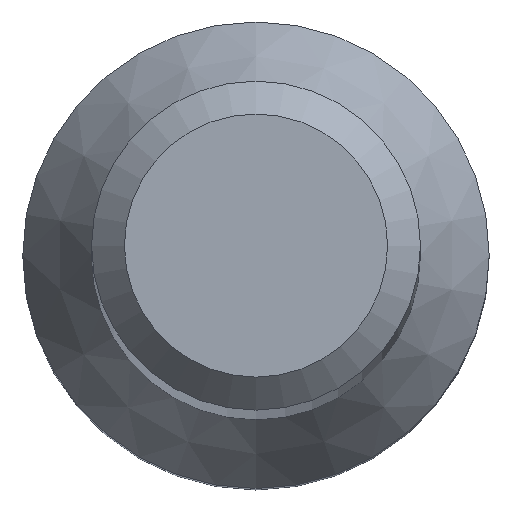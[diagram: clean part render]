
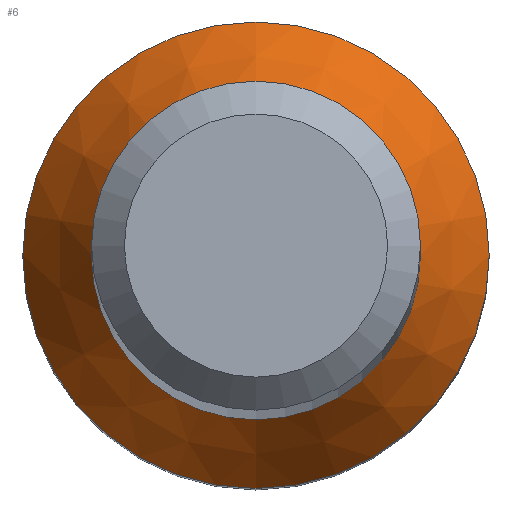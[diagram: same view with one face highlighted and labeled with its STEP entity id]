
A CAD part, top view. The second image highlights one B-rep face of the part: STEP entity #6.
In plain terms, the highlighted conical face has half-angle 30 degrees and reference radius 4.255 mm.
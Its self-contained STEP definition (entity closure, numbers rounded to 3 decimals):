
#6 = ADVANCED_FACE ( 'NONE', ( #90, #178 ), #171, .T. ) ;
#22 = ORIENTED_EDGE ( 'NONE', *, *, #175, .T. ) ;
#40 = CARTESIAN_POINT ( 'NONE',  ( 0., 0., 18.174 ) ) ;
#45 = CIRCLE ( 'NONE', #109, 4.255 ) ;
#63 = EDGE_CURVE ( 'NONE', #207, #207, #45, .T. ) ;
#81 = AXIS2_PLACEMENT_3D ( 'NONE', #40, #120, #198 ) ;
#90 = FACE_BOUND ( 'NONE', #210, .T. ) ;
#93 = VERTEX_POINT ( 'NONE', #191 ) ;
#109 = AXIS2_PLACEMENT_3D ( 'NONE', #233, #111, #173 ) ;
#111 = DIRECTION ( 'NONE',  ( 0., 0., -1. ) ) ;
#120 = DIRECTION ( 'NONE',  ( 0., 0., -1. ) ) ;
#128 = EDGE_LOOP ( 'NONE', ( #226 ) ) ;
#138 = DIRECTION ( 'NONE',  ( 0., 0., -1. ) ) ;
#140 = CARTESIAN_POINT ( 'NONE',  ( 0., 4.255, 16. ) ) ;
#166 = AXIS2_PLACEMENT_3D ( 'NONE', #189, #138, #214 ) ;
#171 = CONICAL_SURFACE ( 'NONE', #166, 4.255, 0.524 ) ;
#173 = DIRECTION ( 'NONE',  ( 0., 1., 0. ) ) ;
#175 = EDGE_CURVE ( 'NONE', #93, #93, #236, .T. ) ;
#178 = FACE_OUTER_BOUND ( 'NONE', #128, .T. ) ;
#189 = CARTESIAN_POINT ( 'NONE',  ( 0., 0., 16. ) ) ;
#191 = CARTESIAN_POINT ( 'NONE',  ( 0., 3., 18.174 ) ) ;
#198 = DIRECTION ( 'NONE',  ( 0., 1., 0. ) ) ;
#207 = VERTEX_POINT ( 'NONE', #140 ) ;
#210 = EDGE_LOOP ( 'NONE', ( #22 ) ) ;
#214 = DIRECTION ( 'NONE',  ( 0., 1., 0. ) ) ;
#226 = ORIENTED_EDGE ( 'NONE', *, *, #63, .F. ) ;
#233 = CARTESIAN_POINT ( 'NONE',  ( 0., 0., 16. ) ) ;
#236 = CIRCLE ( 'NONE', #81, 3. ) ;
